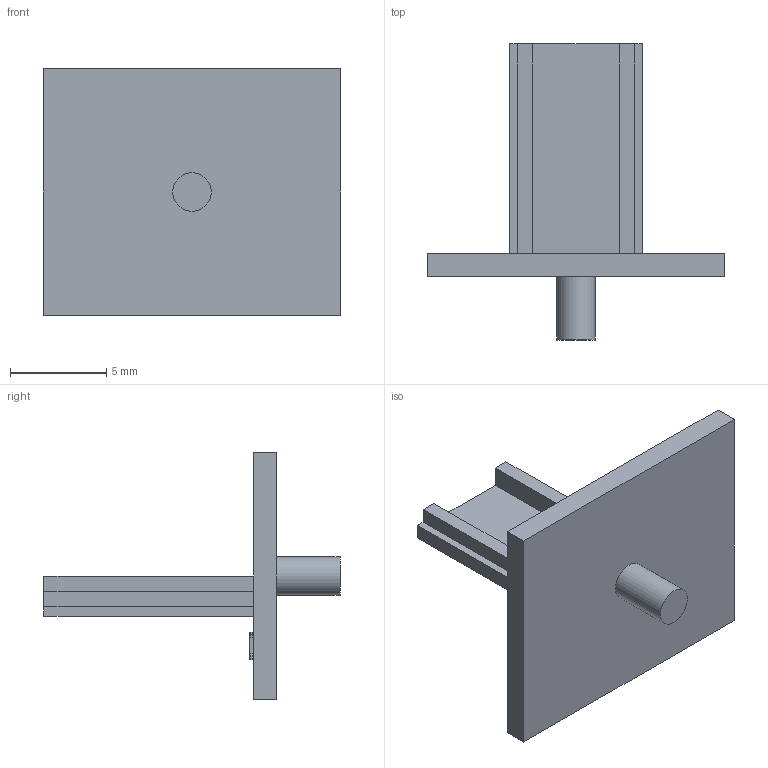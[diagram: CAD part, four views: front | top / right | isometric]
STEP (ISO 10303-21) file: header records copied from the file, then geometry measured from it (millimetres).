
FILE_DESCRIPTION(/* description */ (''),/* implementation_level */ '2;1');
FILE_NAME(/* name */ 'alps-ruler.step',/* time_stamp */ '2020-09-19T00:15:11-07:00',/* author */ (''),/* organization */ (''),/* preprocessor_version */ 'ST-DEVELOPER v18.1',/* originating_system */ 'Autodesk Translation Framework v9.3.0.1241',/* authorisation */ '');
FILE_SCHEMA (('AUTOMOTIVE_DESIGN { 1 0 10303 214 3 1 1 }'));
Length unit declared in the file: millimetre
Products named in the file (1): alps measurer
Bounding box: 15.5 x 15.4 x 12.8 mm (x, y, z)
Volume: 339.4 mm3; surface area: 722.5 mm2
Topology: 7 solids, 7 shells, 216 faces, 603 edges, 394 vertices
Faces by surface type: bspline 124, plane 91, cylinder 1
Full cylindrical faces by diameter (mm): 2 x1
Entity records: 8020 total; most frequent: CARTESIAN_POINT 3298, ORIENTED_EDGE 1206, EDGE_CURVE 603, DIRECTION 543, VERTEX_POINT 394, LINE 353, VECTOR 353, B_SPLINE_CURVE_WITH_KNOTS 248
